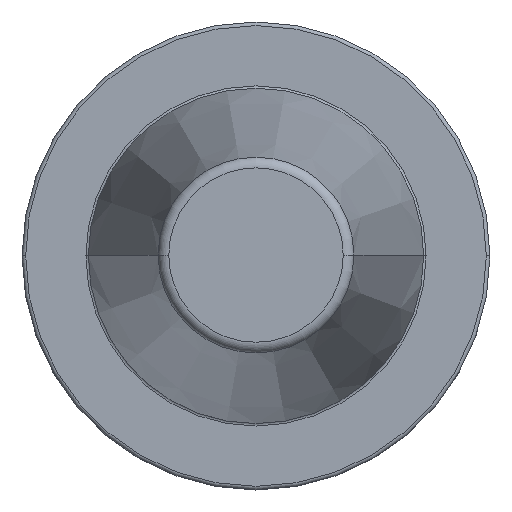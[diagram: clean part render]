
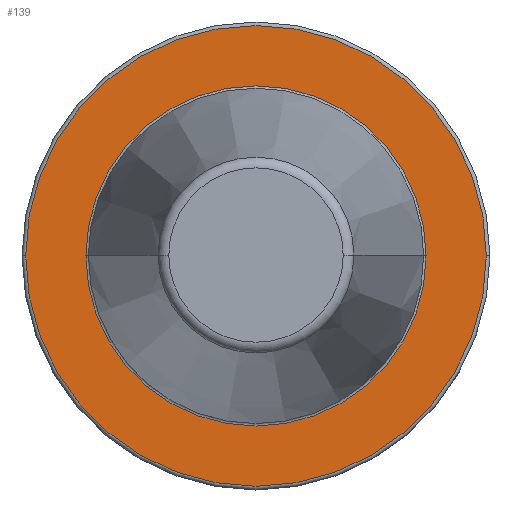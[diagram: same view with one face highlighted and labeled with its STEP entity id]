
A CAD part, top view. The second image highlights one B-rep face of the part: STEP entity #139.
In plain terms, the highlighted planar face has unit normal (0, 0, 1).
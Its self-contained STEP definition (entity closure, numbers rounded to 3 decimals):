
#38=PLANE('',#725);
#47=FACE_BOUND('',#238,.T.);
#48=FACE_BOUND('',#239,.T.);
#139=ADVANCED_FACE('',(#47,#48),#38,.F.);
#238=EDGE_LOOP('',(#371,#372));
#239=EDGE_LOOP('',(#373,#374));
#371=ORIENTED_EDGE('',*,*,#537,.T.);
#372=ORIENTED_EDGE('',*,*,#471,.T.);
#373=ORIENTED_EDGE('',*,*,#464,.T.);
#374=ORIENTED_EDGE('',*,*,#466,.T.);
#415=VERTEX_POINT('',#986);
#418=VERTEX_POINT('',#991);
#423=VERTEX_POINT('',#1007);
#424=VERTEX_POINT('',#1008);
#464=EDGE_CURVE('',#415,#418,#546,.T.);
#466=EDGE_CURVE('',#418,#415,#548,.T.);
#471=EDGE_CURVE('',#423,#424,#553,.T.);
#537=EDGE_CURVE('',#424,#423,#599,.T.);
#546=CIRCLE('',#641,35.425);
#548=CIRCLE('',#644,35.425);
#553=CIRCLE('',#651,47.975);
#599=CIRCLE('',#724,47.975);
#641=AXIS2_PLACEMENT_3D('',#992,#756,#757);
#644=AXIS2_PLACEMENT_3D('',#995,#762,#763);
#651=AXIS2_PLACEMENT_3D('',#1006,#776,#777);
#724=AXIS2_PLACEMENT_3D('',#1137,#942,#943);
#725=AXIS2_PLACEMENT_3D('',#1138,#944,#945);
#756=DIRECTION('',(0.,0.,-1.));
#757=DIRECTION('',(-1.,0.,0.));
#762=DIRECTION('',(0.,0.,-1.));
#763=DIRECTION('',(-1.,0.,0.));
#776=DIRECTION('',(0.,0.,1.));
#777=DIRECTION('',(-1.,0.,0.));
#942=DIRECTION('',(0.,0.,1.));
#943=DIRECTION('',(-1.,0.,0.));
#944=DIRECTION('',(0.,0.,-1.));
#945=DIRECTION('',(1.,0.,0.));
#986=CARTESIAN_POINT('',(-35.425,0.,-3.2));
#991=CARTESIAN_POINT('',(35.425,0.,-3.2));
#992=CARTESIAN_POINT('',(0.,0.,-3.2));
#995=CARTESIAN_POINT('',(0.,0.,-3.2));
#1006=CARTESIAN_POINT('',(0.,0.,-3.2));
#1007=CARTESIAN_POINT('',(47.975,0.,-3.2));
#1008=CARTESIAN_POINT('',(-47.975,0.,-3.2));
#1137=CARTESIAN_POINT('',(0.,0.,-3.2));
#1138=CARTESIAN_POINT('',(0.,35.425,-3.2));
